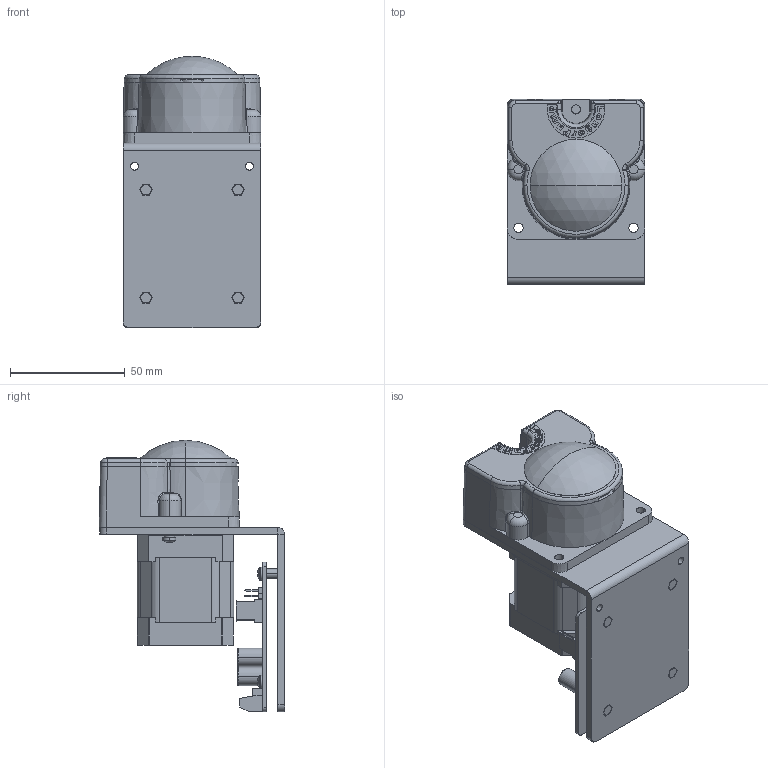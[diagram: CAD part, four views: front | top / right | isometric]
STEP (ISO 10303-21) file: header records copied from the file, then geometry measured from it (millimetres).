
FILE_DESCRIPTION (( 'STEP AP214' ), '1' );
FILE_NAME ('T100-S303&JY15-12-A.STEP', '2020-09-09T09:10:08', ( 'lg' ), ( '' ), 'SwSTEP 2.0', 'SolidWorks 2013', '' );
FILE_SCHEMA (( 'AUTOMOTIVE_DESIGN' ));
Length unit declared in the file: millimetre
Products named in the file (1): T100-S303&JY15-12-A
Bounding box: 60 x 80.65 x 118 mm (x, y, z)
Surface area: 63408.3 mm2 (no closed solid volume)
Topology: 0 solids, 52 shells, 783 faces, 3005 edges, 2248 vertices
Faces by surface type: plane 450, cylinder 161, bspline 104, torus 33, cone 21, sphere 14
Entity records: 47814 total; most frequent: CARTESIAN_POINT 15000, DIRECTION 4609, ORIENTED_EDGE 4551, EDGE_CURVE 3003, VERTEX_POINT 2248, VECTOR 1849, LINE 1849, AXIS2_PLACEMENT_3D 1380
